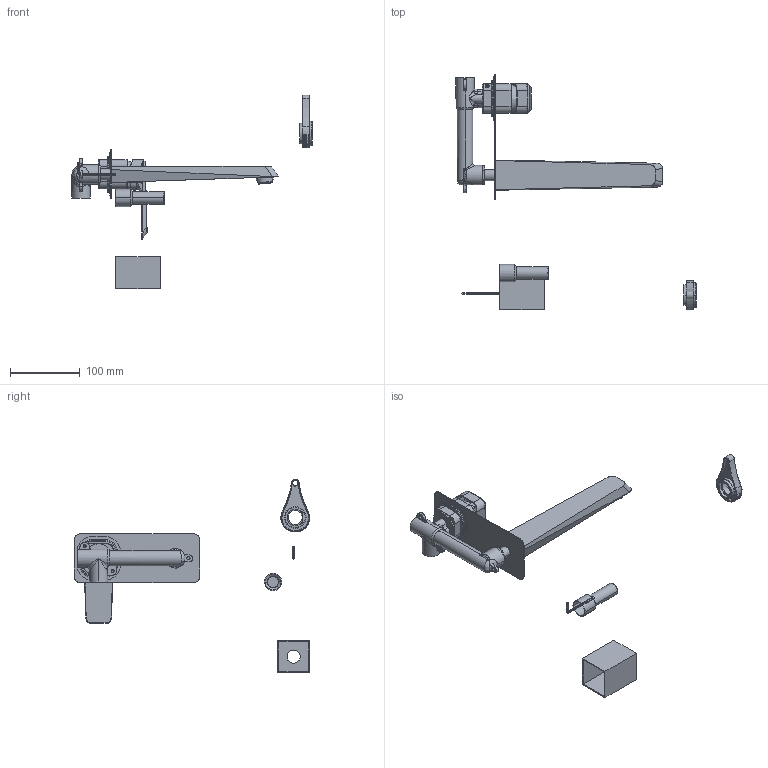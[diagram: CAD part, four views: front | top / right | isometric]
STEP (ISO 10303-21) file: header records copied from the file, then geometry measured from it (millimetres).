
FILE_DESCRIPTION((''),'2;1');
FILE_NAME('VFB148U46-JO_ASM','2022-03-14T',('fth20'),(''),'CREO PARAMETRIC BY PTC INC, 2015480','CREO PARAMETRIC BY PTC INC, 2015480','');
FILE_SCHEMA(('CONFIG_CONTROL_DESIGN'));
Products named in the file (27): 80T14431; 81T34177; J10350SD01; 81T24398; 8EM5X5; 8YG16045; 7ZG16363; 80P35VFB2; 8CM5X7; 80N81050; 8J22X2A; 8JT14375G; 8J16X25A; 80W148U46; 80W34456; 8MB148U46_ASM; 8XJ34456; 80G148U46; 8EM4X10; 8BS25; 7HT14X82; 8HT14364; 8J213X158X3A; 82M24021NP22; 81M24021; 80P00008A; VFB148U46-JO_ASM
Assembly tree (29 placements, depth 3):
  VFB148U46-JO_ASM
    80T14431
    81T34177
    J10350SD01
    81T24398
    8EM5X5  x3
    8YG16045
    7ZG16363
    80P35VFB2
    8CM5X7
    80N81050
    8J22X2A
    8JT14375G
    8J16X25A  x2
    8MB148U46_ASM
      80W148U46
      80W34456
    8XJ34456
    80G148U46
    8EM4X10
    8BS25
    7HT14X82
    8HT14364
    8J213X158X3A
    82M24021NP22
    81M24021
    80P00008A
Bounding box: 344.67 x 338.05 x 277.87 mm (x, y, z)
Volume: 266284.8 mm3; surface area: 234496.2 mm2
Topology: 39 solids, 39 shells, 4351 faces, 13228 edges, 8589 vertices
Faces by surface type: plane 2051, cylinder 1804, cone 239, torus 169, bspline 84, sphere 4
Entity records: 185160 total; most frequent: CARTESIAN_POINT 64924, ORIENTED_EDGE 26308, DIRECTION 23203, EDGE_CURVE 13154, VERTEX_POINT 8549, AXIS2_PLACEMENT_3D 7792, VECTOR 7619, LINE 7619
